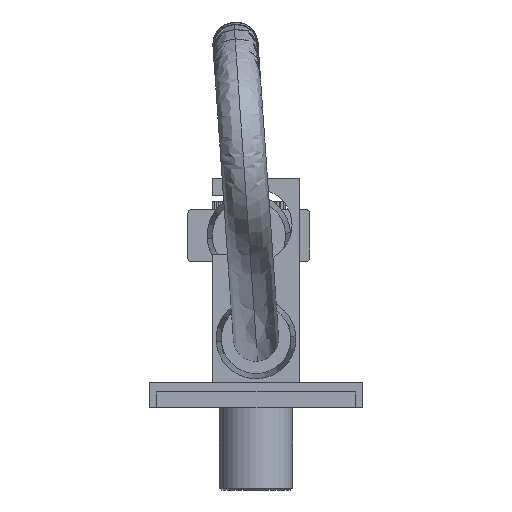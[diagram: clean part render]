
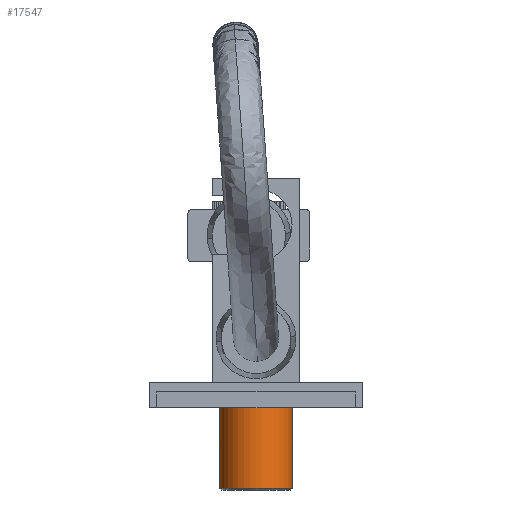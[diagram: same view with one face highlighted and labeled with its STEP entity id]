
A CAD part, front view. The second image highlights one B-rep face of the part: STEP entity #17547.
In plain terms, the highlighted cylindrical face has radius 10.5 mm (diameter 21 mm), a partial arc.
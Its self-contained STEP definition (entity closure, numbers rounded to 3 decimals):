
#773 = VECTOR ( 'NONE', #15595, 1000. ) ;
#1150 = CARTESIAN_POINT ( 'NONE',  ( -8.436, -41.878, -48.603 ) ) ;
#2366 = EDGE_CURVE ( 'NONE', #9330, #21512, #4499, .T. ) ;
#3699 = AXIS2_PLACEMENT_3D ( 'NONE', #7242, #3943, #3713 ) ;
#3713 = DIRECTION ( 'NONE',  ( 1., 0., 0. ) ) ;
#3943 = DIRECTION ( 'NONE',  ( 0., 0., 1. ) ) ;
#3992 = VECTOR ( 'NONE', #14843, 1000. ) ;
#4290 = EDGE_CURVE ( 'NONE', #9168, #17847, #14072, .T. ) ;
#4499 = LINE ( 'NONE', #11328, #3992 ) ;
#4773 = DIRECTION ( 'NONE',  ( -1., 0., 0. ) ) ;
#4895 = CARTESIAN_POINT ( 'NONE',  ( 12.564, -41.878, -41.901 ) ) ;
#5508 = ORIENTED_EDGE ( 'NONE', *, *, #18835, .F. ) ;
#7242 = CARTESIAN_POINT ( 'NONE',  ( 2.064, -41.878, -41.901 ) ) ;
#8118 = DIRECTION ( 'NONE',  ( 1., 0., 0. ) ) ;
#9056 = AXIS2_PLACEMENT_3D ( 'NONE', #16314, #9250, #4773 ) ;
#9168 = VERTEX_POINT ( 'NONE', #20529 ) ;
#9250 = DIRECTION ( 'NONE',  ( 0., 0., 1. ) ) ;
#9330 = VERTEX_POINT ( 'NONE', #17232 ) ;
#9348 = FACE_OUTER_BOUND ( 'NONE', #18643, .T. ) ;
#11328 = CARTESIAN_POINT ( 'NONE',  ( -8.436, -41.878, -41.901 ) ) ;
#14072 = LINE ( 'NONE', #4895, #773 ) ;
#14843 = DIRECTION ( 'NONE',  ( 0., 0., 1. ) ) ;
#15528 = CARTESIAN_POINT ( 'NONE',  ( 2.064, -41.878, -48.603 ) ) ;
#15595 = DIRECTION ( 'NONE',  ( 0., 0., 1. ) ) ;
#16297 = CYLINDRICAL_SURFACE ( 'NONE', #3699, 10.5 ) ;
#16314 = CARTESIAN_POINT ( 'NONE',  ( 2.064, -41.878, -72.603 ) ) ;
#17232 = CARTESIAN_POINT ( 'NONE',  ( -8.436, -41.878, -72.603 ) ) ;
#17547 = ADVANCED_FACE ( 'NONE', ( #9348 ), #16297, .T. ) ;
#17847 = VERTEX_POINT ( 'NONE', #19110 ) ;
#18067 = CIRCLE ( 'NONE', #9056, 10.5 ) ;
#18643 = EDGE_LOOP ( 'NONE', ( #22719, #19369, #20418, #5508 ) ) ;
#18835 = EDGE_CURVE ( 'NONE', #21512, #17847, #20005, .T. ) ;
#19110 = CARTESIAN_POINT ( 'NONE',  ( 12.564, -41.878, -48.603 ) ) ;
#19176 = DIRECTION ( 'NONE',  ( 0., 0., 1. ) ) ;
#19369 = ORIENTED_EDGE ( 'NONE', *, *, #21813, .T. ) ;
#20005 = CIRCLE ( 'NONE', #20756, 10.5 ) ;
#20418 = ORIENTED_EDGE ( 'NONE', *, *, #4290, .T. ) ;
#20529 = CARTESIAN_POINT ( 'NONE',  ( 12.564, -41.878, -72.603 ) ) ;
#20756 = AXIS2_PLACEMENT_3D ( 'NONE', #15528, #19176, #8118 ) ;
#21512 = VERTEX_POINT ( 'NONE', #1150 ) ;
#21813 = EDGE_CURVE ( 'NONE', #9330, #9168, #18067, .T. ) ;
#22719 = ORIENTED_EDGE ( 'NONE', *, *, #2366, .F. ) ;
